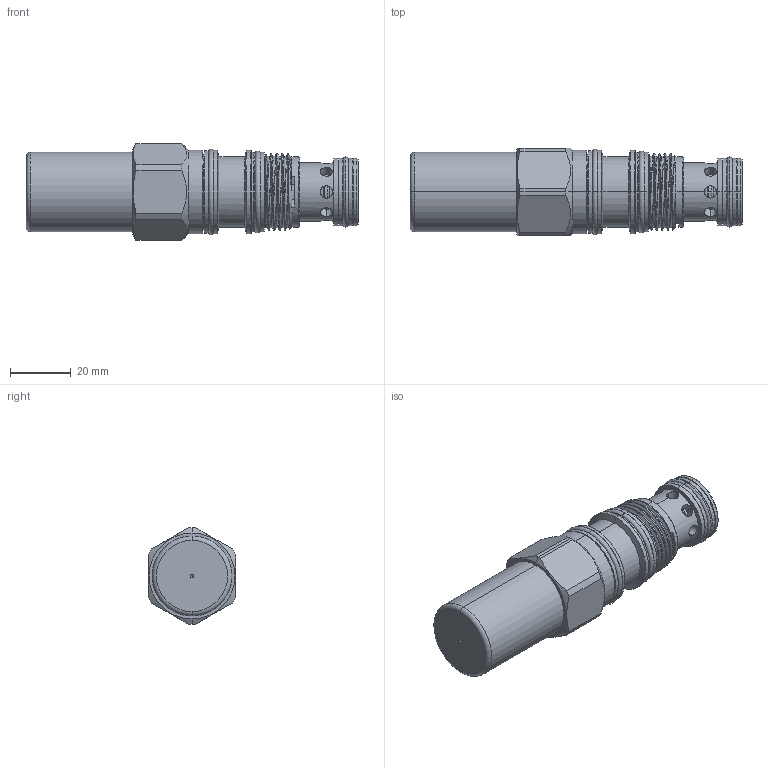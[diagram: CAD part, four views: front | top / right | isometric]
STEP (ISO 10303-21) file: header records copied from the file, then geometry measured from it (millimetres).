
FILE_DESCRIPTION (( 'STEP AP203' ), '1' );
FILE_NAME ('SP2A30-C.STEP', '2020-03-25T01:38:22', ( '' ), ( '' ), 'SwSTEP 2.0', 'SolidWorks 2018', '' );
FILE_SCHEMA (( 'CONFIG_CONTROL_DESIGN' ));
Length unit declared in the file: millimetre
Products named in the file (1): SP2A30-C
Bounding box: 108.87 x 28.57 x 31.8 mm (x, y, z)
Volume: 45430.7 mm3; surface area: 19846.6 mm2
Topology: 7 solids, 7 shells, 769 faces, 2121 edges, 1331 vertices
Faces by surface type: cylinder 591, plane 66, cone 51, torus 50, bspline 7, sphere 4
Entity records: 54763 total; most frequent: CARTESIAN_POINT 36107, ORIENTED_EDGE 4238, DIRECTION 3080, EDGE_CURVE 2119, VERTEX_POINT 1331, AXIS2_PLACEMENT_3D 1219, EDGE_LOOP 1174, B_SPLINE_CURVE_WITH_KNOTS 957
